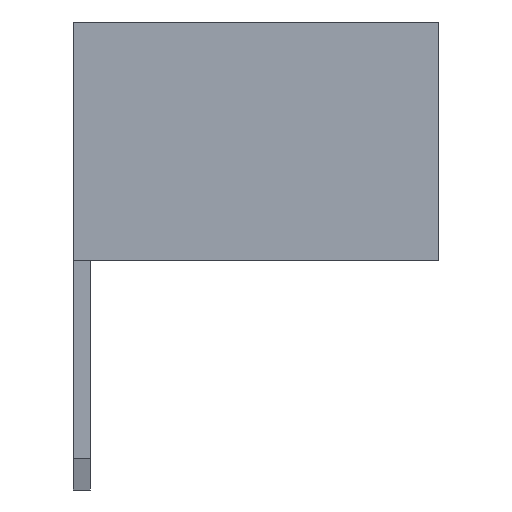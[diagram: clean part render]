
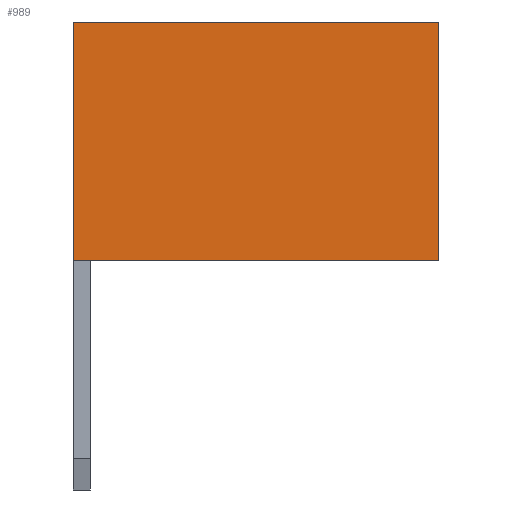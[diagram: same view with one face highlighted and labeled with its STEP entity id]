
A CAD part, left-side view. The second image highlights one B-rep face of the part: STEP entity #989.
In plain terms, the highlighted planar face has unit normal (-1, 0, 0).
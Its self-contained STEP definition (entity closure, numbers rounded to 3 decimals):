
#989=ADVANCED_FACE('',(#6721),#6723,.T.);
#6721=FACE_BOUND('',#6722,.T.);
#6722=EDGE_LOOP('',(#11303,#11304,#11305,#11306));
#6723=PLANE('',#6724);
#6724=AXIS2_PLACEMENT_3D('',#6725,#6726,#6727);
#6725=CARTESIAN_POINT('',(-1.,-4.2,0.));
#6726=DIRECTION('',(-1.,0.,0.));
#6727=DIRECTION('',(0.,0.,1.));
#11303=ORIENTED_EDGE('',*,*,#14457,.T.);
#11304=ORIENTED_EDGE('',*,*,#14632,.T.);
#11305=ORIENTED_EDGE('',*,*,#14378,.F.);
#11306=ORIENTED_EDGE('',*,*,#14631,.F.);
#14378=EDGE_CURVE('',#16314,#16316,#16317,.T.);
#14457=EDGE_CURVE('',#16428,#16429,#16430,.T.);
#14631=EDGE_CURVE('',#16428,#16314,#16717,.T.);
#14632=EDGE_CURVE('',#16429,#16316,#16718,.T.);
#16314=VERTEX_POINT('',#19560);
#16316=VERTEX_POINT('',#19564);
#16317=LINE('',#19565,#19566);
#16428=VERTEX_POINT('',#19834);
#16429=VERTEX_POINT('',#19835);
#16430=LINE('',#19836,#19837);
#16717=LINE('',#20471,#20472);
#16718=LINE('',#20474,#20475);
#19560=CARTESIAN_POINT('',(-1.,0.1,0.));
#19564=CARTESIAN_POINT('',(-1.,0.1,2.8));
#19565=CARTESIAN_POINT('',(-1.,0.1,0.));
#19566=VECTOR('',#19567,1.);
#19567=DIRECTION('',(0.,0.,1.));
#19834=CARTESIAN_POINT('',(-1.,-4.2,0.));
#19835=CARTESIAN_POINT('',(-1.,-4.2,2.8));
#19836=CARTESIAN_POINT('',(-1.,-4.2,0.));
#19837=VECTOR('',#19838,1.);
#19838=DIRECTION('',(0.,0.,1.));
#20471=CARTESIAN_POINT('',(-1.,-4.2,0.));
#20472=VECTOR('',#20473,1.);
#20473=DIRECTION('',(0.,1.,0.));
#20474=CARTESIAN_POINT('',(-1.,-4.2,2.8));
#20475=VECTOR('',#20476,1.);
#20476=DIRECTION('',(0.,1.,0.));
